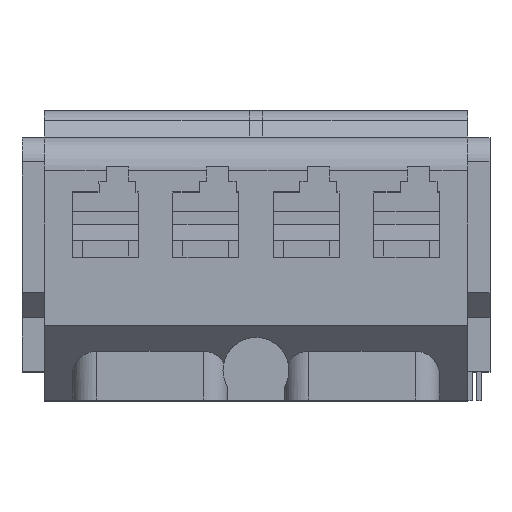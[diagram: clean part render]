
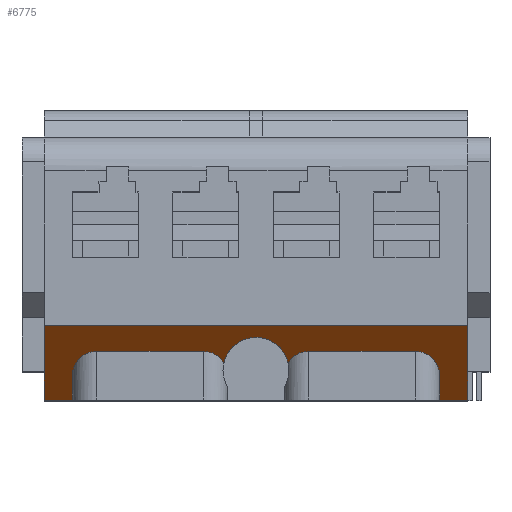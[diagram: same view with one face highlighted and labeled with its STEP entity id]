
A CAD part, top view. The second image highlights one B-rep face of the part: STEP entity #6775.
In plain terms, the highlighted planar face has unit normal (0, -0.707, 0.707).
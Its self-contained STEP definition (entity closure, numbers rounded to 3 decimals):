
#7 = ORIENTED_EDGE ( 'NONE', *, *, #33086, .T. ) ;
#356 = ORIENTED_EDGE ( 'NONE', *, *, #1609, .T. ) ;
#742 = VERTEX_POINT ( 'NONE', #35389 ) ;
#839 = ORIENTED_EDGE ( 'NONE', *, *, #4196, .F. ) ;
#1433 = CARTESIAN_POINT ( 'NONE',  ( -23.9, 7.3, 51.65 ) ) ;
#1609 = EDGE_CURVE ( 'NONE', #18686, #33729, #9923, .T. ) ;
#1997 = CARTESIAN_POINT ( 'NONE',  ( -4.815, 5.6, 49.95 ) ) ;
#2057 = EDGE_LOOP ( 'NONE', ( #40292, #14860, #17511, #10432, #7, #5552, #839, #21376, #10958, #356, #20395, #25940, #6506, #30553 ) ) ;
#2851 = DIRECTION ( 'NONE',  ( 0., 0.707, -0.707 ) ) ;
#3855 = CARTESIAN_POINT ( 'NONE',  ( -23.9, 7.3, 51.65 ) ) ;
#4102 = LINE ( 'NONE', #36544, #6866 ) ;
#4196 = EDGE_CURVE ( 'NONE', #25583, #6249, #17825, .T. ) ;
#4817 = VERTEX_POINT ( 'NONE', #18424 ) ;
#5552 = ORIENTED_EDGE ( 'NONE', *, *, #9234, .T. ) ;
#5649 = LINE ( 'NONE', #12726, #33701 ) ;
#6108 = CARTESIAN_POINT ( 'NONE',  ( -31.75, 0., 44.35 ) ) ;
#6249 = VERTEX_POINT ( 'NONE', #18824 ) ;
#6506 = ORIENTED_EDGE ( 'NONE', *, *, #17229, .T. ) ;
#6775 = ADVANCED_FACE ( 'NONE', ( #38926 ), #30658, .F. ) ;
#6845 =( BOUNDED_CURVE ( )  B_SPLINE_CURVE ( 3, ( #17827, #25341, #11372, #3855 ),
 .UNSPECIFIED., .F., .F. ) 
 B_SPLINE_CURVE_WITH_KNOTS ( ( 4, 4 ),
 ( 1.571, 3.142 ),
 .UNSPECIFIED. ) 
 CURVE ( )  GEOMETRIC_REPRESENTATION_ITEM ( )  RATIONAL_B_SPLINE_CURVE ( ( 1., 0.805, 0.805, 1. ) ) 
 REPRESENTATION_ITEM ( '' )  );
#6866 = VECTOR ( 'NONE', #39730, 1000. ) ;
#8501 = LINE ( 'NONE', #43695, #12913 ) ;
#9234 = EDGE_CURVE ( 'NONE', #31230, #6249, #40307, .T. ) ;
#9398 = VECTOR ( 'NONE', #29701, 1000. ) ;
#9923 = LINE ( 'NONE', #22644, #9398 ) ;
#10432 = ORIENTED_EDGE ( 'NONE', *, *, #13821, .F. ) ;
#10512 = CARTESIAN_POINT ( 'NONE',  ( -4.815, 5.6, 49.95 ) ) ;
#10538 = VERTEX_POINT ( 'NONE', #25606 ) ;
#10947 = CARTESIAN_POINT ( 'NONE',  ( 4.815, 5.6, 49.95 ) ) ;
#10958 = ORIENTED_EDGE ( 'NONE', *, *, #15816, .F. ) ;
#11372 = CARTESIAN_POINT ( 'NONE',  ( -26.038, 7.3, 51.65 ) ) ;
#11446 = CARTESIAN_POINT ( 'NONE',  ( -5.499, 6.682, 51.032 ) ) ;
#11468 = CARTESIAN_POINT ( 'NONE',  ( -27.55, 249977.825, 250022.175 ) ) ;
#11631 = EDGE_CURVE ( 'NONE', #4817, #33224, #6845, .T. ) ;
#12095 = CARTESIAN_POINT ( 'NONE',  ( 27.55, 5.788, 50.138 ) ) ;
#12335 = VECTOR ( 'NONE', #17579, 1000. ) ;
#12726 = CARTESIAN_POINT ( 'NONE',  ( 31.75, 11.15, 55.5 ) ) ;
#12913 = VECTOR ( 'NONE', #15325, 1000. ) ;
#13258 = VECTOR ( 'NONE', #35541, 1000. ) ;
#13702 = VECTOR ( 'NONE', #35698, 1000. ) ;
#13821 = EDGE_CURVE ( 'NONE', #28471, #33224, #17045, .T. ) ;
#14490 = CARTESIAN_POINT ( 'NONE',  ( 31.75, 0., 44.35 ) ) ;
#14860 = ORIENTED_EDGE ( 'NONE', *, *, #30914, .F. ) ;
#15074 = CARTESIAN_POINT ( 'NONE',  ( 31.75, 0., 44.35 ) ) ;
#15143 = CARTESIAN_POINT ( 'NONE',  ( 4.815, 5.6, 49.95 ) ) ;
#15325 = DIRECTION ( 'NONE',  ( -1., 0., 0. ) ) ;
#15455 = CARTESIAN_POINT ( 'NONE',  ( -4.815, 5.6, 49.95 ) ) ;
#15816 = EDGE_CURVE ( 'NONE', #18686, #742, #31561, .T. ) ;
#17045 = LINE ( 'NONE', #20871, #31347 ) ;
#17229 = EDGE_CURVE ( 'NONE', #35117, #20730, #29905, .T. ) ;
#17511 = ORIENTED_EDGE ( 'NONE', *, *, #11631, .T. ) ;
#17579 = DIRECTION ( 'NONE',  ( -1., 0., 0. ) ) ;
#17825 =( BOUNDED_CURVE ( )  B_SPLINE_CURVE ( 3, ( #38981, #25786, #37516, #10947 ),
 .UNSPECIFIED., .F., .F. ) 
 B_SPLINE_CURVE_WITH_KNOTS ( ( 4, 4 ),
 ( 3.142, 4.149 ),
 .UNSPECIFIED. ) 
 CURVE ( )  GEOMETRIC_REPRESENTATION_ITEM ( )  RATIONAL_B_SPLINE_CURVE ( ( 1., 0.917, 0.917, 1. ) ) 
 REPRESENTATION_ITEM ( '' )  );
#17827 = CARTESIAN_POINT ( 'NONE',  ( -27.55, 3.65, 48. ) ) ;
#18261 = EDGE_CURVE ( 'NONE', #26731, #33729, #8501, .T. ) ;
#18293 = EDGE_CURVE ( 'NONE', #25583, #742, #4102, .T. ) ;
#18424 = CARTESIAN_POINT ( 'NONE',  ( -27.55, 3.65, 48. ) ) ;
#18566 = CARTESIAN_POINT ( 'NONE',  ( -3.287, 11.994, 56.344 ) ) ;
#18686 = VERTEX_POINT ( 'NONE', #42294 ) ;
#18824 = CARTESIAN_POINT ( 'NONE',  ( 4.815, 5.6, 49.95 ) ) ;
#20395 = ORIENTED_EDGE ( 'NONE', *, *, #18261, .F. ) ;
#20730 = VERTEX_POINT ( 'NONE', #23400 ) ;
#20871 = CARTESIAN_POINT ( 'NONE',  ( 0., 7.3, 51.65 ) ) ;
#21026 = DIRECTION ( 'NONE',  ( -1., 0., 0. ) ) ;
#21376 = ORIENTED_EDGE ( 'NONE', *, *, #18293, .T. ) ;
#22068 = LINE ( 'NONE', #42109, #13258 ) ;
#22644 = CARTESIAN_POINT ( 'NONE',  ( 27.55, 249977.825, 250022.175 ) ) ;
#23400 = CARTESIAN_POINT ( 'NONE',  ( -31.75, 11.15, 55.5 ) ) ;
#23411 = CARTESIAN_POINT ( 'NONE',  ( -7.9, 7.3, 51.65 ) ) ;
#23717 = DIRECTION ( 'NONE',  ( 0., 0.707, 0.707 ) ) ;
#23804 = LINE ( 'NONE', #11468, #28765 ) ;
#24155 = CARTESIAN_POINT ( 'NONE',  ( 31.75, 11.15, 55.5 ) ) ;
#25238 = LINE ( 'NONE', #15074, #13702 ) ;
#25341 = CARTESIAN_POINT ( 'NONE',  ( -27.55, 5.788, 50.138 ) ) ;
#25583 = VERTEX_POINT ( 'NONE', #40353 ) ;
#25606 = CARTESIAN_POINT ( 'NONE',  ( -27.55, 0., 44.35 ) ) ;
#25786 = CARTESIAN_POINT ( 'NONE',  ( 6.62, 7.3, 51.65 ) ) ;
#25940 = ORIENTED_EDGE ( 'NONE', *, *, #36880, .F. ) ;
#26182 =( BOUNDED_CURVE ( )  B_SPLINE_CURVE ( 3, ( #23411, #38462, #11446, #10512 ),
 .UNSPECIFIED., .F., .F. ) 
 B_SPLINE_CURVE_WITH_KNOTS ( ( 4, 4 ),
 ( 3.142, 4.149 ),
 .UNSPECIFIED. ) 
 CURVE ( )  GEOMETRIC_REPRESENTATION_ITEM ( )  RATIONAL_B_SPLINE_CURVE ( ( 1., 0.917, 0.917, 1. ) ) 
 REPRESENTATION_ITEM ( '' )  );
#26687 = EDGE_CURVE ( 'NONE', #20730, #45295, #22068, .T. ) ;
#26731 = VERTEX_POINT ( 'NONE', #14490 ) ;
#26829 = DIRECTION ( 'NONE',  ( 0., -0.707, -0.707 ) ) ;
#27417 = CARTESIAN_POINT ( 'NONE',  ( -7.9, 7.3, 51.65 ) ) ;
#28471 = VERTEX_POINT ( 'NONE', #27417 ) ;
#28765 = VECTOR ( 'NONE', #43054, 1000. ) ;
#28979 = CARTESIAN_POINT ( 'NONE',  ( 27.55, 3.65, 48. ) ) ;
#29701 = DIRECTION ( 'NONE',  ( 0., -0.707, -0.707 ) ) ;
#29905 = LINE ( 'NONE', #35543, #12335 ) ;
#30553 = ORIENTED_EDGE ( 'NONE', *, *, #26687, .T. ) ;
#30658 = PLANE ( 'NONE',  #30953 ) ;
#30914 = EDGE_CURVE ( 'NONE', #4817, #10538, #23804, .T. ) ;
#30953 = AXIS2_PLACEMENT_3D ( 'NONE', #38009, #2851, #23717 ) ;
#31230 = VERTEX_POINT ( 'NONE', #1997 ) ;
#31347 = VECTOR ( 'NONE', #21026, 1000. ) ;
#31561 =( BOUNDED_CURVE ( )  B_SPLINE_CURVE ( 3, ( #28979, #12095, #32996, #42924 ),
 .UNSPECIFIED., .F., .F. ) 
 B_SPLINE_CURVE_WITH_KNOTS ( ( 4, 4 ),
 ( 1.571, 3.142 ),
 .UNSPECIFIED. ) 
 CURVE ( )  GEOMETRIC_REPRESENTATION_ITEM ( )  RATIONAL_B_SPLINE_CURVE ( ( 1., 0.805, 0.805, 1. ) ) 
 REPRESENTATION_ITEM ( '' )  );
#32996 = CARTESIAN_POINT ( 'NONE',  ( 26.038, 7.3, 51.65 ) ) ;
#33086 = EDGE_CURVE ( 'NONE', #28471, #31230, #26182, .T. ) ;
#33224 = VERTEX_POINT ( 'NONE', #1433 ) ;
#33701 = VECTOR ( 'NONE', #26829, 1000. ) ;
#33729 = VERTEX_POINT ( 'NONE', #39165 ) ;
#35117 = VERTEX_POINT ( 'NONE', #24155 ) ;
#35389 = CARTESIAN_POINT ( 'NONE',  ( 23.9, 7.3, 51.65 ) ) ;
#35541 = DIRECTION ( 'NONE',  ( 0., -0.707, -0.707 ) ) ;
#35543 = CARTESIAN_POINT ( 'NONE',  ( 31.75, 11.15, 55.5 ) ) ;
#35698 = DIRECTION ( 'NONE',  ( -1., 0., 0. ) ) ;
#36544 = CARTESIAN_POINT ( 'NONE',  ( 0., 7.3, 51.65 ) ) ;
#36880 = EDGE_CURVE ( 'NONE', #35117, #26731, #5649, .T. ) ;
#37516 = CARTESIAN_POINT ( 'NONE',  ( 5.499, 6.682, 51.032 ) ) ;
#38009 = CARTESIAN_POINT ( 'NONE',  ( 31.75, 11.15, 55.5 ) ) ;
#38462 = CARTESIAN_POINT ( 'NONE',  ( -6.62, 7.3, 51.65 ) ) ;
#38926 = FACE_OUTER_BOUND ( 'NONE', #2057, .T. ) ;
#38981 = CARTESIAN_POINT ( 'NONE',  ( 7.9, 7.3, 51.65 ) ) ;
#39165 = CARTESIAN_POINT ( 'NONE',  ( 27.55, 0., 44.35 ) ) ;
#39669 = EDGE_CURVE ( 'NONE', #10538, #45295, #25238, .T. ) ;
#39730 = DIRECTION ( 'NONE',  ( 1., 0., 0. ) ) ;
#40292 = ORIENTED_EDGE ( 'NONE', *, *, #39669, .F. ) ;
#40307 =( BOUNDED_CURVE ( )  B_SPLINE_CURVE ( 3, ( #15455, #18566, #43074, #15143 ),
 .UNSPECIFIED., .F., .F. ) 
 B_SPLINE_CURVE_WITH_KNOTS ( ( 4, 4 ),
 ( 4.947, 7.62 ),
 .UNSPECIFIED. ) 
 CURVE ( )  GEOMETRIC_REPRESENTATION_ITEM ( )  RATIONAL_B_SPLINE_CURVE ( ( 1., 0.488, 0.488, 1. ) ) 
 REPRESENTATION_ITEM ( '' )  );
#40353 = CARTESIAN_POINT ( 'NONE',  ( 7.9, 7.3, 51.65 ) ) ;
#42109 = CARTESIAN_POINT ( 'NONE',  ( -31.75, 11.15, 55.5 ) ) ;
#42294 = CARTESIAN_POINT ( 'NONE',  ( 27.55, 3.65, 48. ) ) ;
#42924 = CARTESIAN_POINT ( 'NONE',  ( 23.9, 7.3, 51.65 ) ) ;
#43054 = DIRECTION ( 'NONE',  ( 0., -0.707, -0.707 ) ) ;
#43074 = CARTESIAN_POINT ( 'NONE',  ( 3.287, 11.994, 56.344 ) ) ;
#43695 = CARTESIAN_POINT ( 'NONE',  ( 31.75, 0., 44.35 ) ) ;
#45295 = VERTEX_POINT ( 'NONE', #6108 ) ;
